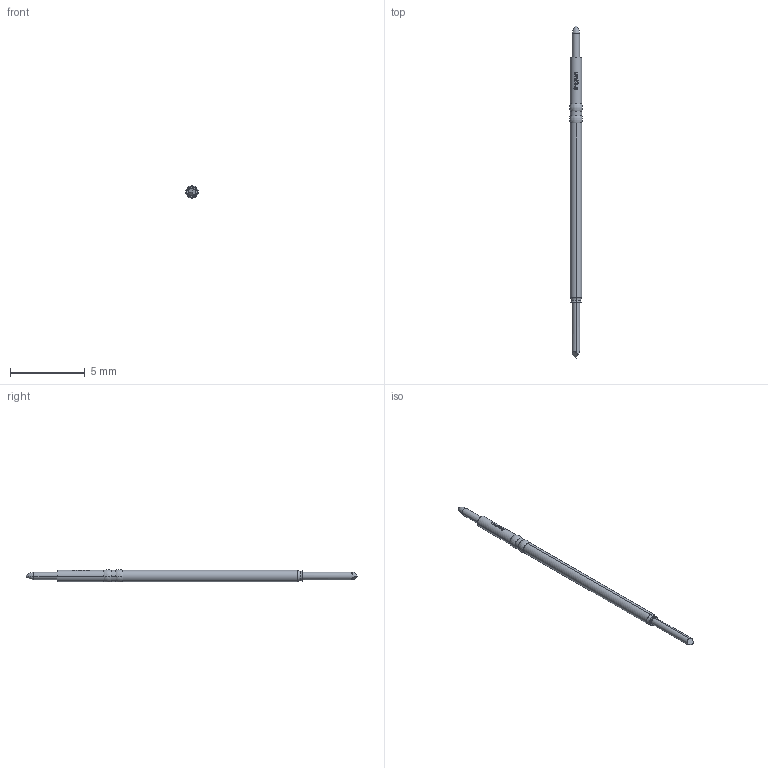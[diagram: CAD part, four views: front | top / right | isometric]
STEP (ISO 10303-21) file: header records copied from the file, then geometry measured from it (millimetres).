
FILE_DESCRIPTION (( 'STEP AP203' ), '1' );
FILE_NAME ('INGUN_KT-S-039_67_22.STEP', '2022-01-25T11:09:42', ( 'ochi' ), ( '' ), 'SwSTEP 2.0', 'SolidWorks 2018', '' );
FILE_SCHEMA (( 'CONFIG_CONTROL_DESIGN' ));
Length unit declared in the file: millimetre
Products named in the file (1): INGUN_KT-S-039_67_22
Bounding box: 0.86 x 22.25 x 0.85 mm (x, y, z)
Volume: 8.5 mm3; surface area: 48.5 mm2
Topology: 1 solids, 1 shells, 97 faces, 244 edges, 158 vertices
Faces by surface type: plane 47, bspline 22, cylinder 16, torus 10, cone 2
Entity records: 3187 total; most frequent: CARTESIAN_POINT 959, ORIENTED_EDGE 488, DIRECTION 383, EDGE_CURVE 244, VERTEX_POINT 158, AXIS2_PLACEMENT_3D 154, EDGE_LOOP 106, FACE_OUTER_BOUND 97
